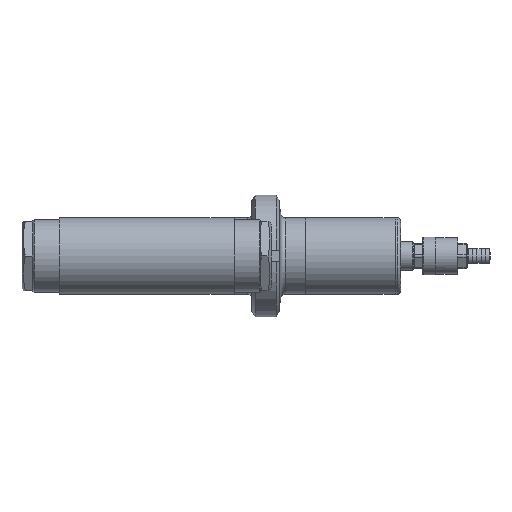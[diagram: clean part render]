
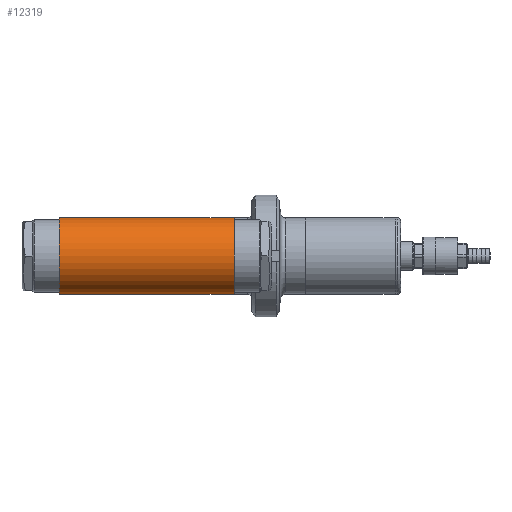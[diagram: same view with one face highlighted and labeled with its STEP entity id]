
A CAD part, left-side view. The second image highlights one B-rep face of the part: STEP entity #12319.
In plain terms, the highlighted cylindrical face has radius 35 mm (diameter 70 mm), a full revolution.
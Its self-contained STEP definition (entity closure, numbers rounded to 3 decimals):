
#3145=ELLIPSE('',#14313,50.931,35.);
#3146=ELLIPSE('',#14314,50.931,35.);
#3158=ORIENTED_EDGE('',*,*,#6725,.T.);
#3159=ORIENTED_EDGE('',*,*,#6726,.F.);
#3160=ORIENTED_EDGE('',*,*,#6727,.T.);
#3161=ORIENTED_EDGE('',*,*,#6728,.T.);
#6725=EDGE_CURVE('',#8509,#8509,#9732,.T.);
#6726=EDGE_CURVE('',#8510,#8510,#9733,.T.);
#6727=EDGE_CURVE('',#8511,#8512,#3145,.T.);
#6728=EDGE_CURVE('',#8512,#8511,#3146,.F.);
#8509=VERTEX_POINT('',#18970);
#8510=VERTEX_POINT('',#18972);
#8511=VERTEX_POINT('',#18974);
#8512=VERTEX_POINT('',#18975);
#9732=CIRCLE('',#14311,35.);
#9733=CIRCLE('',#14312,35.);
#10130=EDGE_LOOP('',(#3158));
#10131=EDGE_LOOP('',(#3159));
#10132=EDGE_LOOP('',(#3160,#3161));
#11127=FACE_BOUND('',#10130,.T.);
#11128=FACE_BOUND('',#10131,.T.);
#11129=FACE_BOUND('',#10132,.T.);
#12121=CYLINDRICAL_SURFACE('',#14310,35.);
#12319=ADVANCED_FACE('',(#11127,#11128,#11129),#12121,.T.);
#14310=AXIS2_PLACEMENT_3D('',#18968,#15517,#15518);
#14311=AXIS2_PLACEMENT_3D('',#18969,#15519,#15520);
#14312=AXIS2_PLACEMENT_3D('',#18971,#15521,#15522);
#14313=AXIS2_PLACEMENT_3D('',#18973,#15523,#15524);
#14314=AXIS2_PLACEMENT_3D('',#18976,#15525,#15526);
#15517=DIRECTION('',(0.,1.,0.));
#15518=DIRECTION('',(0.,0.,1.));
#15519=DIRECTION('',(0.,1.,0.));
#15520=DIRECTION('',(1.,0.,0.));
#15521=DIRECTION('',(0.,1.,0.));
#15522=DIRECTION('',(1.,0.,0.));
#15523=DIRECTION('',(-0.726,-0.687,0.));
#15524=DIRECTION('',(-0.687,0.726,0.));
#15525=DIRECTION('',(0.726,-0.687,0.));
#15526=DIRECTION('',(0.687,0.726,0.));
#18968=CARTESIAN_POINT('',(0.,-160.,0.));
#18969=CARTESIAN_POINT('',(0.,-160.,0.));
#18970=CARTESIAN_POINT('',(35.,-160.,0.));
#18971=CARTESIAN_POINT('',(0.,0.,0.));
#18972=CARTESIAN_POINT('',(35.,0.,0.));
#18973=CARTESIAN_POINT('',(0.,-80.,0.));
#18974=CARTESIAN_POINT('',(0.,-80.,-35.));
#18975=CARTESIAN_POINT('',(0.,-80.,35.));
#18976=CARTESIAN_POINT('',(0.,-80.,0.));
